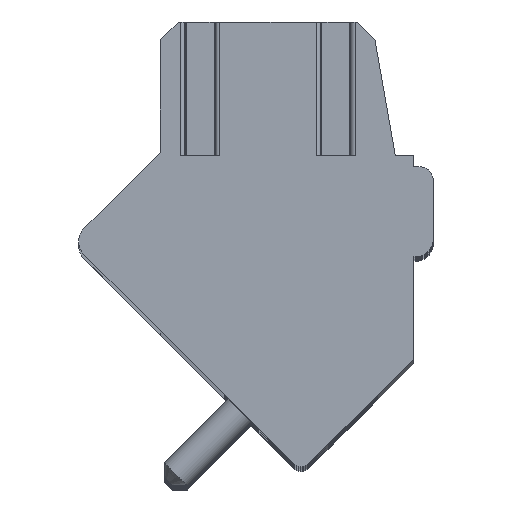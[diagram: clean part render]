
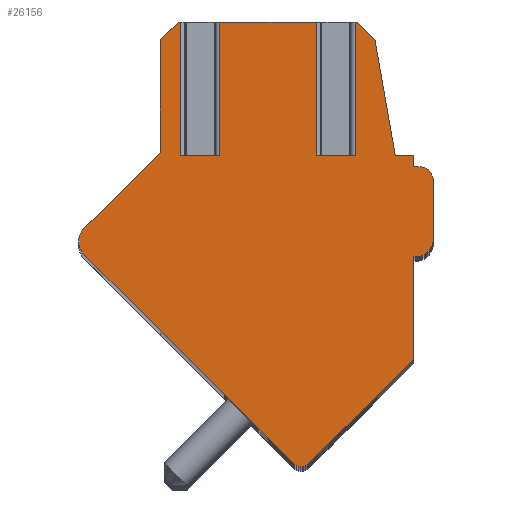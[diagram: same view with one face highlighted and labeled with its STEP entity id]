
A CAD part, top view. The second image highlights one B-rep face of the part: STEP entity #26156.
In plain terms, the highlighted planar face has unit normal (0, 0, 1).
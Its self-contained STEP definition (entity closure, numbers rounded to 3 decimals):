
#3170=DIRECTION('',(0.707,-0.707,0.));
#3171=VECTOR('',#3170,8.2);
#3172=CARTESIAN_POINT('',(-4.761,0.072,1.75));
#3173=LINE('',#3172,#3171);
#3672=DIRECTION('',(1.,0.,0.));
#3673=VECTOR('',#3672,1.07);
#3674=CARTESIAN_POINT('',(1.673,2.8,1.75));
#3675=LINE('',#3674,#3673);
#3676=DIRECTION('',(0.,1.,0.));
#3677=VECTOR('',#3676,3.7);
#3678=CARTESIAN_POINT('',(2.743,2.8,1.75));
#3679=LINE('',#3678,#3677);
#3680=DIRECTION('',(-1.,0.,0.));
#3681=VECTOR('',#3680,0.068);
#3682=CARTESIAN_POINT('',(2.811,6.5,1.75));
#3683=LINE('',#3682,#3681);
#3684=DIRECTION('',(-0.707,0.707,0.));
#3685=VECTOR('',#3684,0.677);
#3686=CARTESIAN_POINT('',(3.29,6.021,1.75));
#3687=LINE('',#3686,#3685);
#3688=DIRECTION('',(-0.174,0.985,0.));
#3689=VECTOR('',#3688,3.271);
#3690=CARTESIAN_POINT('',(3.858,2.8,1.75));
#3691=LINE('',#3690,#3689);
#3692=DIRECTION('',(-1.,0.,0.));
#3693=VECTOR('',#3692,0.5);
#3694=CARTESIAN_POINT('',(4.358,2.8,1.75));
#3695=LINE('',#3694,#3693);
#3696=DIRECTION('',(0.,1.,0.));
#3697=VECTOR('',#3696,0.3);
#3698=CARTESIAN_POINT('',(4.358,2.5,1.75));
#3699=LINE('',#3698,#3697);
#3700=DIRECTION('',(-1.,0.,0.));
#3701=VECTOR('',#3700,0.15);
#3702=CARTESIAN_POINT('',(4.508,2.5,1.75));
#3703=LINE('',#3702,#3701);
#3704=CARTESIAN_POINT('',(4.508,2.1,1.75));
#3705=DIRECTION('',(0.,0.,1.));
#3706=DIRECTION('',(1.,0.,0.));
#3707=AXIS2_PLACEMENT_3D('',#3704,#3705,#3706);
#3709=DIRECTION('',(0.,1.,0.));
#3710=VECTOR('',#3709,1.6);
#3711=CARTESIAN_POINT('',(4.908,0.5,1.75));
#3712=LINE('',#3711,#3710);
#3713=CARTESIAN_POINT('',(4.408,0.5,1.75));
#3714=DIRECTION('',(0.,0.,1.));
#3715=DIRECTION('',(0.,-1.,0.));
#3716=AXIS2_PLACEMENT_3D('',#3713,#3714,#3715);
#3718=DIRECTION('',(1.,0.,0.));
#3719=VECTOR('',#3718,0.05);
#3720=CARTESIAN_POINT('',(4.358,0.,1.75));
#3721=LINE('',#3720,#3719);
#3722=DIRECTION('',(0.,1.,0.));
#3723=VECTOR('',#3722,2.83);
#3724=CARTESIAN_POINT('',(4.358,-2.83,1.75));
#3725=LINE('',#3724,#3723);
#3726=DIRECTION('',(0.707,0.707,0.));
#3727=VECTOR('',#3726,4.096);
#3728=CARTESIAN_POINT('',(1.461,-5.727,1.75));
#3729=LINE('',#3728,#3727);
#3730=CARTESIAN_POINT('',(1.249,-5.515,1.75));
#3731=DIRECTION('',(0.,0.,1.));
#3732=DIRECTION('',(-0.707,-0.707,0.));
#3733=AXIS2_PLACEMENT_3D('',#3730,#3731,#3732);
#3735=CARTESIAN_POINT('',(-4.408,0.425,1.75));
#3736=DIRECTION('',(0.,0.,1.));
#3737=DIRECTION('',(-0.707,0.707,0.));
#3738=AXIS2_PLACEMENT_3D('',#3735,#3736,#3737);
#3740=DIRECTION('',(-0.707,-0.707,0.));
#3741=VECTOR('',#3740,2.997);
#3742=CARTESIAN_POINT('',(-2.642,2.898,1.75));
#3743=LINE('',#3742,#3741);
#3744=DIRECTION('',(0.,-1.,0.));
#3745=VECTOR('',#3744,3.111);
#3746=CARTESIAN_POINT('',(-2.642,6.009,1.75));
#3747=LINE('',#3746,#3745);
#3748=DIRECTION('',(-0.707,-0.707,0.));
#3749=VECTOR('',#3748,0.694);
#3750=CARTESIAN_POINT('',(-2.151,6.5,1.75));
#3751=LINE('',#3750,#3749);
#3752=DIRECTION('',(-1.,0.,0.));
#3753=VECTOR('',#3752,0.074);
#3754=CARTESIAN_POINT('',(-2.077,6.5,1.75));
#3755=LINE('',#3754,#3753);
#3756=DIRECTION('',(0.,1.,0.));
#3757=VECTOR('',#3756,3.7);
#3758=CARTESIAN_POINT('',(-2.077,2.8,1.75));
#3759=LINE('',#3758,#3757);
#3760=DIRECTION('',(1.,0.,0.));
#3761=VECTOR('',#3760,1.07);
#3762=CARTESIAN_POINT('',(-2.077,2.8,1.75));
#3763=LINE('',#3762,#3761);
#3764=DIRECTION('',(0.,1.,0.));
#3765=VECTOR('',#3764,3.7);
#3766=CARTESIAN_POINT('',(-1.007,2.8,1.75));
#3767=LINE('',#3766,#3765);
#3768=DIRECTION('',(-1.,0.,0.));
#3769=VECTOR('',#3768,2.68);
#3770=CARTESIAN_POINT('',(1.673,6.5,1.75));
#3771=LINE('',#3770,#3769);
#3772=DIRECTION('',(0.,1.,0.));
#3773=VECTOR('',#3772,3.7);
#3774=CARTESIAN_POINT('',(1.673,2.8,1.75));
#3775=LINE('',#3774,#3773);
#17209=CARTESIAN_POINT('',(1.673,2.8,1.75));
#17210=CARTESIAN_POINT('',(2.743,2.8,1.75));
#17211=VERTEX_POINT('',#17209);
#17212=VERTEX_POINT('',#17210);
#17213=CARTESIAN_POINT('',(2.743,6.5,1.75));
#17214=VERTEX_POINT('',#17213);
#17215=CARTESIAN_POINT('',(1.673,6.5,1.75));
#17216=VERTEX_POINT('',#17215);
#17229=CARTESIAN_POINT('',(-2.077,2.8,1.75));
#17230=CARTESIAN_POINT('',(-1.007,2.8,1.75));
#17231=VERTEX_POINT('',#17229);
#17232=VERTEX_POINT('',#17230);
#17233=CARTESIAN_POINT('',(-1.007,6.5,1.75));
#17234=VERTEX_POINT('',#17233);
#17235=CARTESIAN_POINT('',(-2.077,6.5,1.75));
#17236=VERTEX_POINT('',#17235);
#17327=CARTESIAN_POINT('',(1.037,-5.727,1.75));
#17328=CARTESIAN_POINT('',(1.461,-5.727,1.75));
#17329=VERTEX_POINT('',#17327);
#17330=VERTEX_POINT('',#17328);
#17331=CARTESIAN_POINT('',(4.358,-2.83,1.75));
#17332=VERTEX_POINT('',#17331);
#17333=CARTESIAN_POINT('',(4.358,0.,1.75));
#17334=VERTEX_POINT('',#17333);
#17335=CARTESIAN_POINT('',(4.408,0.,1.75));
#17336=VERTEX_POINT('',#17335);
#17337=CARTESIAN_POINT('',(4.908,0.5,1.75));
#17338=VERTEX_POINT('',#17337);
#17339=CARTESIAN_POINT('',(4.908,2.1,1.75));
#17340=VERTEX_POINT('',#17339);
#17341=CARTESIAN_POINT('',(4.508,2.5,1.75));
#17342=VERTEX_POINT('',#17341);
#17343=CARTESIAN_POINT('',(4.358,2.5,1.75));
#17344=VERTEX_POINT('',#17343);
#17345=CARTESIAN_POINT('',(4.358,2.8,1.75));
#17346=VERTEX_POINT('',#17345);
#17347=CARTESIAN_POINT('',(3.858,2.8,1.75));
#17348=VERTEX_POINT('',#17347);
#17349=CARTESIAN_POINT('',(3.29,6.021,1.75));
#17350=VERTEX_POINT('',#17349);
#17351=CARTESIAN_POINT('',(2.811,6.5,1.75));
#17352=VERTEX_POINT('',#17351);
#17353=CARTESIAN_POINT('',(-2.151,6.5,1.75));
#17354=CARTESIAN_POINT('',(-2.642,6.009,1.75));
#17355=VERTEX_POINT('',#17353);
#17356=VERTEX_POINT('',#17354);
#17357=CARTESIAN_POINT('',(-4.761,0.779,1.75));
#17358=CARTESIAN_POINT('',(-4.761,0.072,1.75));
#17359=VERTEX_POINT('',#17357);
#17360=VERTEX_POINT('',#17358);
#17365=CARTESIAN_POINT('',(-2.642,2.898,1.75));
#17367=VERTEX_POINT('',#17365);
#26113=CARTESIAN_POINT('',(0.,0.,1.75));
#26114=DIRECTION('',(0.,0.,1.));
#26115=DIRECTION('',(1.,0.,0.));
#26116=AXIS2_PLACEMENT_3D('',#26113,#26114,#26115);
#26117=PLANE('',#26116);
#26119=ORIENTED_EDGE('',*,*,#26118,.T.);
#26121=ORIENTED_EDGE('',*,*,#26120,.T.);
#26122=ORIENTED_EDGE('',*,*,#22121,.F.);
#26123=ORIENTED_EDGE('',*,*,#22409,.F.);
#26124=ORIENTED_EDGE('',*,*,#22423,.F.);
#26125=ORIENTED_EDGE('',*,*,#22437,.F.);
#26126=ORIENTED_EDGE('',*,*,#22618,.F.);
#26127=ORIENTED_EDGE('',*,*,#22634,.F.);
#26128=ORIENTED_EDGE('',*,*,#23366,.F.);
#26129=ORIENTED_EDGE('',*,*,#23693,.F.);
#26130=ORIENTED_EDGE('',*,*,#24020,.F.);
#26131=ORIENTED_EDGE('',*,*,#24347,.F.);
#26132=ORIENTED_EDGE('',*,*,#24681,.F.);
#26133=ORIENTED_EDGE('',*,*,#25448,.F.);
#26134=ORIENTED_EDGE('',*,*,#25706,.F.);
#26135=ORIENTED_EDGE('',*,*,#25499,.F.);
#26137=ORIENTED_EDGE('',*,*,#26136,.F.);
#26139=ORIENTED_EDGE('',*,*,#26138,.F.);
#26141=ORIENTED_EDGE('',*,*,#26140,.F.);
#26143=ORIENTED_EDGE('',*,*,#26142,.F.);
#26144=ORIENTED_EDGE('',*,*,#22153,.F.);
#26146=ORIENTED_EDGE('',*,*,#26145,.F.);
#26148=ORIENTED_EDGE('',*,*,#26147,.T.);
#26150=ORIENTED_EDGE('',*,*,#26149,.T.);
#26151=ORIENTED_EDGE('',*,*,#22137,.F.);
#26153=ORIENTED_EDGE('',*,*,#26152,.F.);
#26154=EDGE_LOOP('',(#26119,#26121,#26122,#26123,#26124,#26125,#26126,#26127,
#26128,#26129,#26130,#26131,#26132,#26133,#26134,#26135,#26137,#26139,#26141,
#26143,#26144,#26146,#26148,#26150,#26151,#26153));
#26155=FACE_OUTER_BOUND('',#26154,.F.);
#3708=CIRCLE('',#3707,0.4);
#3717=CIRCLE('',#3716,0.5);
#3734=CIRCLE('',#3733,0.3);
#3739=CIRCLE('',#3738,0.5);
#22121=EDGE_CURVE('',#17352,#17214,#3683,.T.);
#22137=EDGE_CURVE('',#17216,#17234,#3771,.T.);
#22153=EDGE_CURVE('',#17236,#17355,#3755,.T.);
#22409=EDGE_CURVE('',#17350,#17352,#3687,.T.);
#22423=EDGE_CURVE('',#17348,#17350,#3691,.T.);
#22437=EDGE_CURVE('',#17346,#17348,#3695,.T.);
#22618=EDGE_CURVE('',#17344,#17346,#3699,.T.);
#22634=EDGE_CURVE('',#17342,#17344,#3703,.T.);
#23366=EDGE_CURVE('',#17340,#17342,#3708,.T.);
#23693=EDGE_CURVE('',#17338,#17340,#3712,.T.);
#24020=EDGE_CURVE('',#17336,#17338,#3717,.T.);
#24347=EDGE_CURVE('',#17334,#17336,#3721,.T.);
#24681=EDGE_CURVE('',#17332,#17334,#3725,.T.);
#25448=EDGE_CURVE('',#17330,#17332,#3729,.T.);
#25499=EDGE_CURVE('',#17360,#17329,#3173,.T.);
#25706=EDGE_CURVE('',#17329,#17330,#3734,.T.);
#26118=EDGE_CURVE('',#17211,#17212,#3675,.T.);
#26120=EDGE_CURVE('',#17212,#17214,#3679,.T.);
#26136=EDGE_CURVE('',#17359,#17360,#3739,.T.);
#26138=EDGE_CURVE('',#17367,#17359,#3743,.T.);
#26140=EDGE_CURVE('',#17356,#17367,#3747,.T.);
#26142=EDGE_CURVE('',#17355,#17356,#3751,.T.);
#26145=EDGE_CURVE('',#17231,#17236,#3759,.T.);
#26147=EDGE_CURVE('',#17231,#17232,#3763,.T.);
#26149=EDGE_CURVE('',#17232,#17234,#3767,.T.);
#26152=EDGE_CURVE('',#17211,#17216,#3775,.T.);
#26156=ADVANCED_FACE('',(#26155),#26117,.T.);
